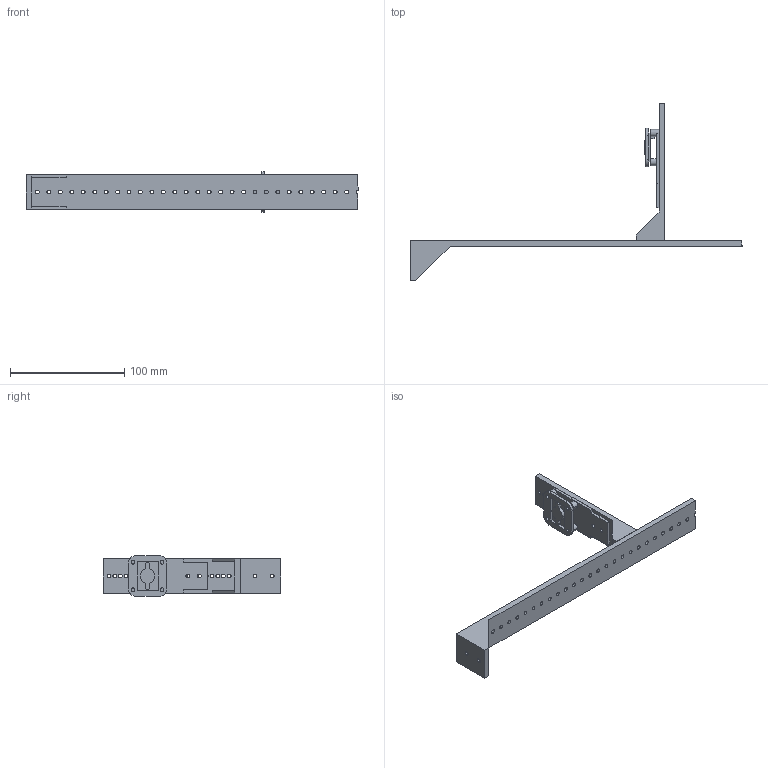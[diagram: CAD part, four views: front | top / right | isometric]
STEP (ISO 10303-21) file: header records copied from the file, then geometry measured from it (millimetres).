
FILE_DESCRIPTION (( 'STEP AP203' ), '1' );
FILE_NAME ('Camera All Mounting.STEP', '2025-04-05T17:34:52', ( '' ), ( '' ), 'SwSTEP 2.0', 'SolidWorks 2024', '' );
FILE_SCHEMA (( 'CONFIG_CONTROL_DESIGN' ));
Length unit declared in the file: centimetre
Products named in the file (7): Camera Mounting; Camera X rail; Camera; Camera All Mounting; Camera Mount Z Rail; Camera top Mount; Camera Bottom Mount
Assembly tree (6 placements, depth 3):
  Camera All Mounting
    Camera Mount Z Rail
    Camera X rail
    Camera Mounting
      Camera
      Camera top Mount
      Camera Bottom Mount
Bounding box: 290 x 155 x 35.16 mm (x, y, z)
Volume: 78488.3 mm3; surface area: 45980.8 mm2
Topology: 5 solids, 5 shells, 220 faces, 619 edges, 410 vertices
Faces by surface type: cylinder 150, plane 70
Entity records: 8240 total; most frequent: DIRECTION 1383, CARTESIAN_POINT 1259, ORIENTED_EDGE 1238, EDGE_CURVE 619, AXIS2_PLACEMENT_3D 534, VERTEX_POINT 410, EDGE_LOOP 347, VECTOR 315
